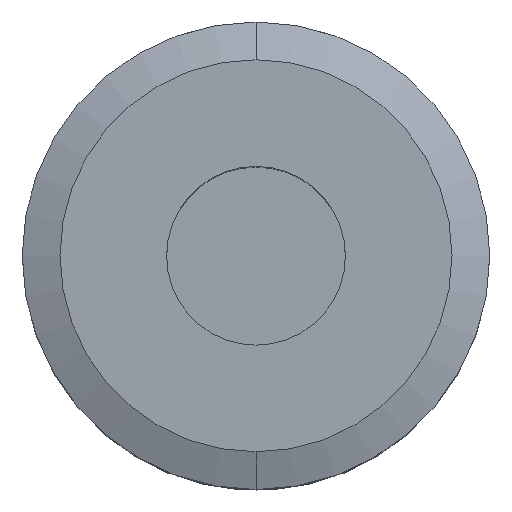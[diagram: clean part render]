
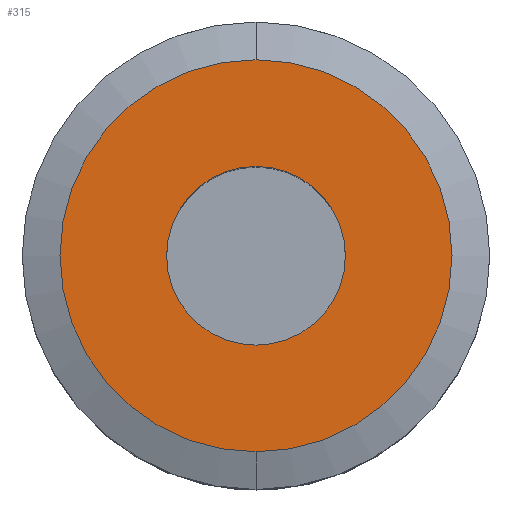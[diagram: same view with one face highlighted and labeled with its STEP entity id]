
A CAD part, top view. The second image highlights one B-rep face of the part: STEP entity #315.
In plain terms, the highlighted planar face has unit normal (0, 0, 1).
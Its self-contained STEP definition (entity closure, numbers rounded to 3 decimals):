
#78 = DIRECTION ( 'NONE',  ( 0., 0., -1. ) ) ;
#83 = DIRECTION ( 'NONE',  ( 0., 1., 0. ) ) ;
#129 = PLANE ( 'NONE',  #598 ) ;
#240 = FACE_OUTER_BOUND ( 'NONE', #510, .T. ) ;
#258 = AXIS2_PLACEMENT_3D ( 'NONE', #951, #78, #83 ) ;
#284 = CARTESIAN_POINT ( 'NONE',  ( 0., 0., 52. ) ) ;
#289 = DIRECTION ( 'NONE',  ( 0., 0., 1. ) ) ;
#312 = DIRECTION ( 'NONE',  ( 0., -1., 0. ) ) ;
#315 = ADVANCED_FACE ( 'NONE', ( #602, #240 ), #129, .T. ) ;
#335 = DIRECTION ( 'NONE',  ( 0., 0., -1. ) ) ;
#393 = CARTESIAN_POINT ( 'NONE',  ( 0., 14.253, 52. ) ) ;
#409 = VERTEX_POINT ( 'NONE', #1059 ) ;
#416 = DIRECTION ( 'NONE',  ( 0., 1., 0. ) ) ;
#469 = ORIENTED_EDGE ( 'NONE', *, *, #715, .T. ) ;
#510 = EDGE_LOOP ( 'NONE', ( #580, #1524 ) ) ;
#580 = ORIENTED_EDGE ( 'NONE', *, *, #731, .F. ) ;
#598 = AXIS2_PLACEMENT_3D ( 'NONE', #284, #289, #312 ) ;
#602 = FACE_BOUND ( 'NONE', #603, .T. ) ;
#603 = EDGE_LOOP ( 'NONE', ( #469, #803 ) ) ;
#611 = CARTESIAN_POINT ( 'NONE',  ( 0., 0., 52. ) ) ;
#641 = CARTESIAN_POINT ( 'NONE',  ( 0., 0., 52. ) ) ;
#715 = EDGE_CURVE ( 'NONE', #409, #1283, #948, .T. ) ;
#731 = EDGE_CURVE ( 'NONE', #1367, #1058, #1551, .T. ) ;
#732 = CARTESIAN_POINT ( 'NONE',  ( 0., 0., 52. ) ) ;
#803 = ORIENTED_EDGE ( 'NONE', *, *, #1501, .T. ) ;
#852 = CARTESIAN_POINT ( 'NONE',  ( 0., -14.253, 52. ) ) ;
#859 = DIRECTION ( 'NONE',  ( 0., 1., 0. ) ) ;
#948 = CIRCLE ( 'NONE', #986, 6.5 ) ;
#951 = CARTESIAN_POINT ( 'NONE',  ( 0., 0., 52. ) ) ;
#953 = CIRCLE ( 'NONE', #1416, 14.253 ) ;
#986 = AXIS2_PLACEMENT_3D ( 'NONE', #732, #1575, #859 ) ;
#1058 = VERTEX_POINT ( 'NONE', #852 ) ;
#1059 = CARTESIAN_POINT ( 'NONE',  ( 0., 6.5, 52. ) ) ;
#1082 = CARTESIAN_POINT ( 'NONE',  ( 0., -6.5, 52. ) ) ;
#1162 = EDGE_CURVE ( 'NONE', #1058, #1367, #953, .T. ) ;
#1171 = CIRCLE ( 'NONE', #258, 6.5 ) ;
#1237 = DIRECTION ( 'NONE',  ( 0., 1., 0. ) ) ;
#1270 = DIRECTION ( 'NONE',  ( 0., 0., -1. ) ) ;
#1283 = VERTEX_POINT ( 'NONE', #1082 ) ;
#1367 = VERTEX_POINT ( 'NONE', #393 ) ;
#1399 = AXIS2_PLACEMENT_3D ( 'NONE', #641, #1270, #1237 ) ;
#1416 = AXIS2_PLACEMENT_3D ( 'NONE', #611, #335, #416 ) ;
#1501 = EDGE_CURVE ( 'NONE', #1283, #409, #1171, .T. ) ;
#1524 = ORIENTED_EDGE ( 'NONE', *, *, #1162, .F. ) ;
#1551 = CIRCLE ( 'NONE', #1399, 14.253 ) ;
#1575 = DIRECTION ( 'NONE',  ( 0., 0., -1. ) ) ;
